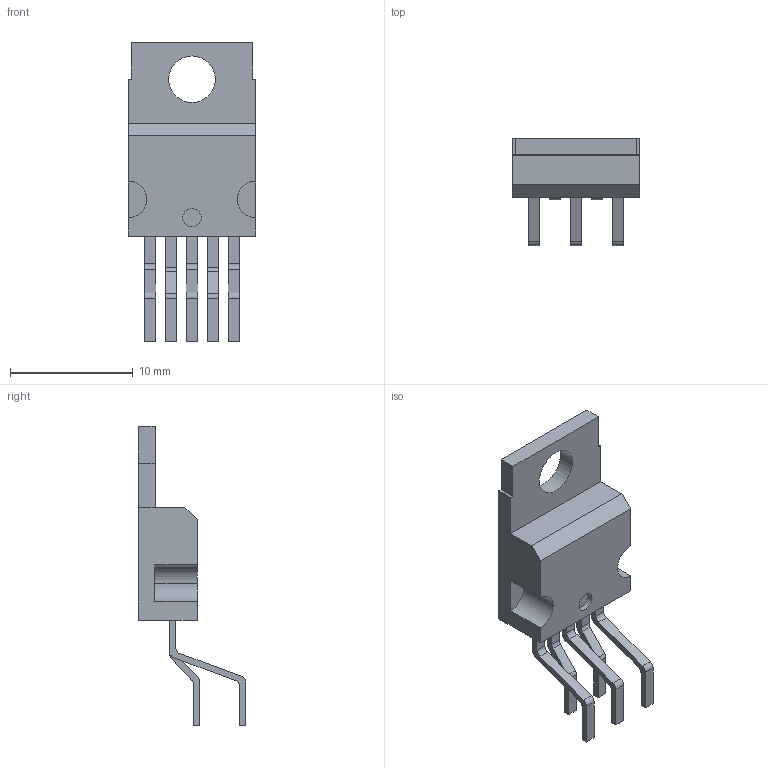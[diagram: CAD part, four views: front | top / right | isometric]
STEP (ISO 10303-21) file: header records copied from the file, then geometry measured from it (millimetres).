
FILE_DESCRIPTION(('FreeCAD Model'),'2;1');
FILE_NAME('TO_220_5_Pentawatt_Multiwatt_5_Vertical_StaggeredType1.step','2017-05-02T01:31:47',( 'kicad StepUp'),('ksu MCAD'),'Open CASCADE STEP processor 7.1', 'FreeCAD','Unknown');
FILE_SCHEMA(('AUTOMOTIVE_DESIGN_CC2 { 1 2 10303 214 -1 1 5 4 }'));
Length unit declared in the file: millimetre
Products named in the file (1): TO_220_5_Pentawatt_Multiwatt_5_Vertical_StaggeredType1
Bounding box: 10.4 x 8.75 x 24.4 mm (x, y, z)
Volume: 530.6 mm3; surface area: 689.6 mm2
Topology: 1 solids, 1 shells, 89 faces, 239 edges, 158 vertices
Faces by surface type: plane 64, cylinder 25
Full cylindrical faces by diameter (mm): 1.5 x1, 3.8 x1
Entity records: 1932 total; most frequent: ORIENTED_EDGE 340, CARTESIAN_POINT 250, EDGE_CURVE 239, LINE 185, VERTEX_POINT 158, AXIS2_PLACEMENT_3D 137, FACE_BOUND 97, EDGE_LOOP 97
